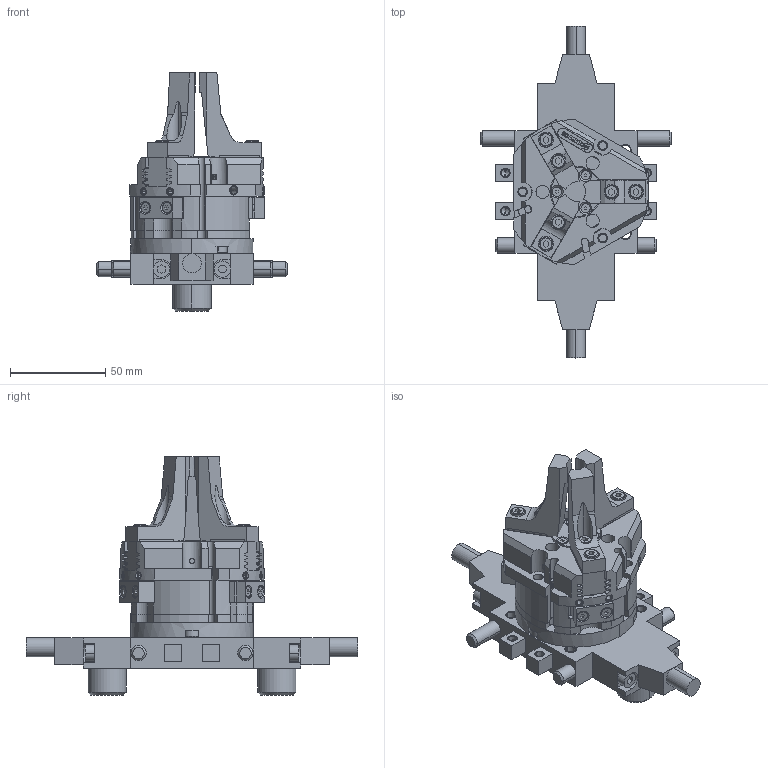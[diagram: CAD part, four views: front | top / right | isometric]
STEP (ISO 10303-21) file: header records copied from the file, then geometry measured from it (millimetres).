
FILE_DESCRIPTION((''),'2;1');
FILE_NAME('GREIFER_WELLENENDEN_ASM','2020-12-24T',('sadikuar'),(''),'CREO PARAMETRIC BY PTC INC, 2018070','CREO PARAMETRIC BY PTC INC, 2018070','');
FILE_SCHEMA(('CONFIG_CONTROL_DESIGN'));
Products named in the file (18): SCHUNK5512140GPZN64; SCHUNK_COVER_PZN_PLUS_64; YGJTISTV5YE7DTA138FI2483N; SCHUNK9905500T52003; E98TZDN6WJ8ANO7DM45TX6TYQ; SCHUNK5511249GPZN641; SCHUNK9949504AMMSP; SCHUNK0303310PZN6411000_ASM; FINGER_WELLENGREIFER_KR16; ADAPTERPLATTTE_PZN64PLUS_GWA64; M5X20_DIN7984; ZYLINDERSTIFT_4X16_DIN8734; SCHUNK_0302517_GWA_64; ZENTRIERHUELSE_6; M4X16_DIN4762; ZYLINDERSTIFT_6X16_DIN8734; M4X20_DIN7984; GREIFER_WELLENENDEN_ASM
Assembly tree (40 placements, depth 3):
  GREIFER_WELLENENDEN_ASM
    SCHUNK0303310PZN6411000_ASM
      SCHUNK5512140GPZN64
      SCHUNK_COVER_PZN_PLUS_64
      YGJTISTV5YE7DTA138FI2483N  x3
      SCHUNK9905500T52003
      E98TZDN6WJ8ANO7DM45TX6TYQ
      SCHUNK5511249GPZN641  x3
      SCHUNK9949504AMMSP
    FINGER_WELLENGREIFER_KR16  x3
    ADAPTERPLATTTE_PZN64PLUS_GWA64
    M5X20_DIN7984  x3
    ZYLINDERSTIFT_4X16_DIN8734  x2
    SCHUNK_0302517_GWA_64
    ZENTRIERHUELSE_6  x6
    M4X16_DIN4762  x6
    ZYLINDERSTIFT_6X16_DIN8734  x2
    M4X20_DIN7984  x4
Bounding box: 100 x 174 x 124.8 mm (x, y, z)
Volume: 275092.2 mm3; surface area: 114347 mm2
Topology: 39 solids, 107 shells, 2780 faces, 7260 edges, 4770 vertices
Faces by surface type: plane 1704, cylinder 831, cone 219, torus 26
Entity records: 69225 total; most frequent: CARTESIAN_POINT 13613, ORIENTED_EDGE 11342, DIRECTION 11329, EDGE_CURVE 5770, VECTOR 4113, LINE 4113, VERTEX_POINT 3834, AXIS2_PLACEMENT_3D 3608
